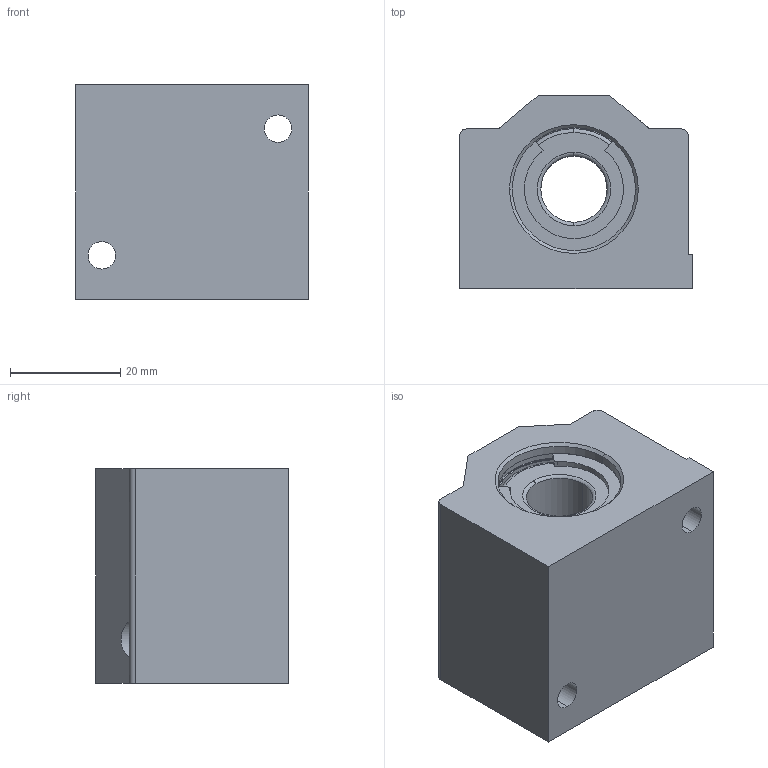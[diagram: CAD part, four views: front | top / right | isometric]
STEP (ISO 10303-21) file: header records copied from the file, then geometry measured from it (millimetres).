
FILE_DESCRIPTION (( 'STEP AP203' ), '1' );
FILE_NAME ('PillowBlock_F930423B22.step', '2022-10-14T19:11:47', ( '' ), ( '' ), 'SwSTEP 2.0', 'SolidWorks 2019', '' );
FILE_SCHEMA (( 'CONFIG_CONTROL_DESIGN' ));
Length unit declared in the file: inch
Products named in the file (3): sAwxBTK0z6_CADModel_0; PillowBlock_F930423B22
Assembly tree (1 placements, depth 2):
  PillowBlock_F930423B22
    sAwxBTK0z6_CADModel_0
  sAwxBTK0z6_CADModel_0
Bounding box: 42.25 x 34.99 x 38.99 mm (x, y, z)
Volume: 42849.9 mm3; surface area: 20380.4 mm2
Topology: 7 solids, 7 shells, 156 faces, 362 edges, 224 vertices
Faces by surface type: cylinder 66, plane 38, cone 32, torus 12, bspline 8
Entity records: 4856 total; most frequent: CARTESIAN_POINT 919, DIRECTION 854, ORIENTED_EDGE 716, EDGE_CURVE 358, AXIS2_PLACEMENT_3D 355, VERTEX_POINT 224, CIRCLE 202, EDGE_LOOP 178
